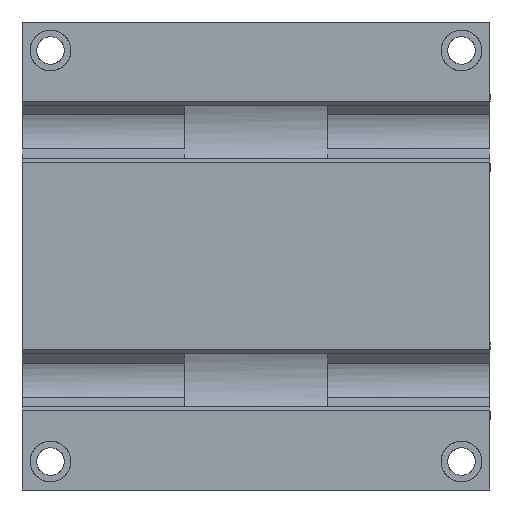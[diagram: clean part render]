
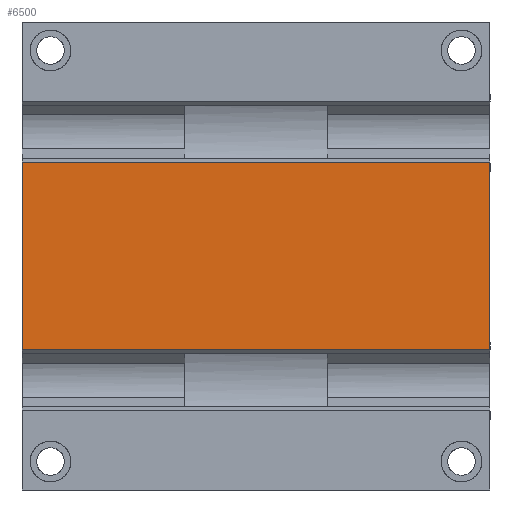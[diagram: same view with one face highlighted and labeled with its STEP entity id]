
A CAD part, front view. The second image highlights one B-rep face of the part: STEP entity #6500.
In plain terms, the highlighted free-form (B-spline) face has degree [1, 1] with [2, 2] control points.
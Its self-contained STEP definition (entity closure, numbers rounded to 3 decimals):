
#6150 = CARTESIAN_POINT ('', (0., 0., 46.142));
#6160 = VERTEX_POINT ('', #6150);
#6170 = CARTESIAN_POINT ('', (0., 0., -46.142));
#6180 = VERTEX_POINT ('', #6170);
#6190 = CARTESIAN_POINT ('', (0., 0., 46.142));
#6200 = CARTESIAN_POINT ('', (0., 0., -46.142));
#6210 = B_SPLINE_CURVE_WITH_KNOTS ('', 1, (#6190, #6200), .UNSPECIFIED., .F., .U., (2, 2), (0., 1.), .UNSPECIFIED.);
#6220 = EDGE_CURVE ('', #6160, #6180, #6210, .T.);
#6230 = ORIENTED_EDGE ('', *, *, #6220, .T.);
#6240 = CARTESIAN_POINT ('', (230., 0., -46.142));
#6250 = VERTEX_POINT ('', #6240);
#6260 = CARTESIAN_POINT ('', (0., 0., -46.142));
#6270 = CARTESIAN_POINT ('', (230., 0., -46.142));
#6280 = B_SPLINE_CURVE_WITH_KNOTS ('', 1, (#6260, #6270), .UNSPECIFIED., .F., .U., (2, 2), (0., 1.), .UNSPECIFIED.);
#6290 = EDGE_CURVE ('', #6180, #6250, #6280, .T.);
#6300 = ORIENTED_EDGE ('', *, *, #6290, .T.);
#6310 = CARTESIAN_POINT ('', (230., 0., 46.142));
#6320 = VERTEX_POINT ('', #6310);
#6330 = CARTESIAN_POINT ('', (230., 0., -46.142));
#6340 = CARTESIAN_POINT ('', (230., 0., 46.142));
#6350 = B_SPLINE_CURVE_WITH_KNOTS ('', 1, (#6330, #6340), .UNSPECIFIED., .F., .U., (2, 2), (0., 1.), .UNSPECIFIED.);
#6360 = EDGE_CURVE ('', #6250, #6320, #6350, .T.);
#6370 = ORIENTED_EDGE ('', *, *, #6360, .T.);
#6380 = CARTESIAN_POINT ('', (230., 0., 46.142));
#6390 = CARTESIAN_POINT ('', (0., 0., 46.142));
#6400 = B_SPLINE_CURVE_WITH_KNOTS ('', 1, (#6380, #6390), .UNSPECIFIED., .F., .U., (2, 2), (0., 1.), .UNSPECIFIED.);
#6410 = EDGE_CURVE ('', #6320, #6160, #6400, .T.);
#6420 = ORIENTED_EDGE ('', *, *, #6410, .T.);
#6430 = EDGE_LOOP ('', (#6230, #6300, #6370, #6420));
#6440 = FACE_OUTER_BOUND ('', #6430, .T.);
#6450 = CARTESIAN_POINT ('', (0., 0., 46.142));
#6460 = CARTESIAN_POINT ('', (230., 0., 46.142));
#6470 = CARTESIAN_POINT ('', (0., 0., -46.142));
#6480 = CARTESIAN_POINT ('', (230., 0., -46.142));
#6490 = B_SPLINE_SURFACE_WITH_KNOTS ('', 1, 1, ((#6450, #6460), (#6470, #6480)), .UNSPECIFIED., .F., .F., .U., (2, 2), (2, 2), (0., 1.), (0., 1.), .UNSPECIFIED.);
#6500 = ADVANCED_FACE ('', (#6440), #6490, .T.);
